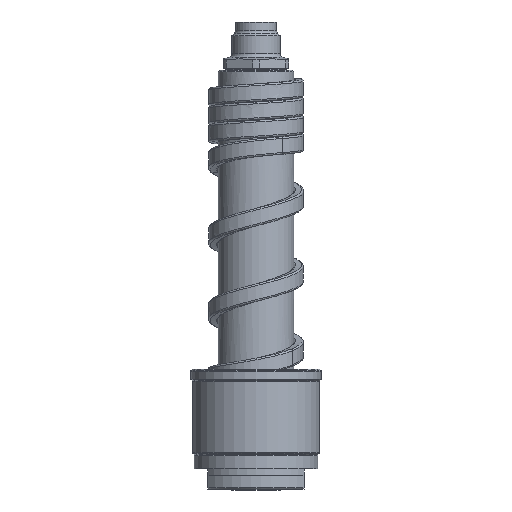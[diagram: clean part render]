
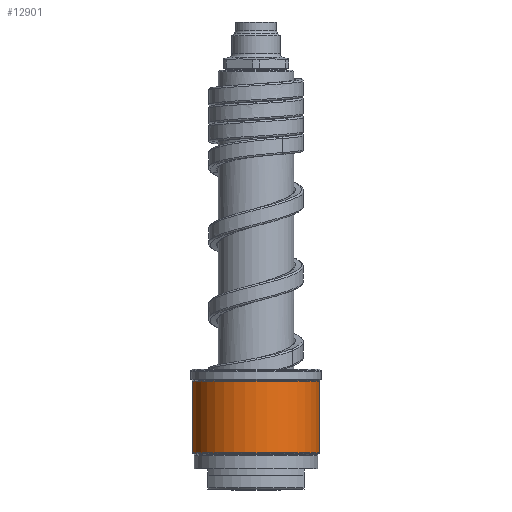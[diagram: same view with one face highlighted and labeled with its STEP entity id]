
A CAD part, front view. The second image highlights one B-rep face of the part: STEP entity #12901.
In plain terms, the highlighted cylindrical face has radius 18.5 mm (diameter 37 mm), a partial arc.
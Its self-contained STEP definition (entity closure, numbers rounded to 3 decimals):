
#4213=CARTESIAN_POINT('',(0.,0.,10.583));
#4214=DIRECTION('',(0.,0.,1.));
#4215=DIRECTION('',(-1.,0.,0.));
#4216=AXIS2_PLACEMENT_3D('',#4213,#4214,#4215);
#4218=DIRECTION('',(0.,0.,-1.));
#4219=VECTOR('',#4218,20.834);
#4220=CARTESIAN_POINT('',(-18.5,0.,31.417));
#4221=LINE('',#4220,#4219);
#4222=CARTESIAN_POINT('',(0.,0.,31.417));
#4223=DIRECTION('',(0.,0.,1.));
#4224=DIRECTION('',(-1.,0.,0.));
#4225=AXIS2_PLACEMENT_3D('',#4222,#4223,#4224);
#4227=DIRECTION('',(0.,0.,-1.));
#4228=VECTOR('',#4227,20.834);
#4229=CARTESIAN_POINT('',(18.5,0.,31.417));
#4230=LINE('',#4229,#4228);
#6985=CARTESIAN_POINT('',(18.5,0.,31.417));
#6986=CARTESIAN_POINT('',(-18.5,0.,31.417));
#6987=VERTEX_POINT('',#6985);
#6988=VERTEX_POINT('',#6986);
#7011=CARTESIAN_POINT('',(18.5,0.,10.583));
#7012=VERTEX_POINT('',#7011);
#7013=CARTESIAN_POINT('',(-18.5,0.,10.583));
#7014=VERTEX_POINT('',#7013);
#12889=CARTESIAN_POINT('',(0.,0.,8.75));
#12890=DIRECTION('',(0.,0.,1.));
#12891=DIRECTION('',(-1.,0.,0.));
#12892=AXIS2_PLACEMENT_3D('',#12889,#12890,#12891);
#12893=CYLINDRICAL_SURFACE('',#12892,18.5);
#12894=ORIENTED_EDGE('',*,*,#10884,.F.);
#12895=ORIENTED_EDGE('',*,*,#10865,.F.);
#12897=ORIENTED_EDGE('',*,*,#12896,.T.);
#12898=ORIENTED_EDGE('',*,*,#10861,.T.);
#12899=EDGE_LOOP('',(#12894,#12895,#12897,#12898));
#12900=FACE_OUTER_BOUND('',#12899,.F.);
#4217=CIRCLE('',#4216,18.5);
#4226=CIRCLE('',#4225,18.5);
#10861=EDGE_CURVE('',#6987,#7012,#4230,.T.);
#10865=EDGE_CURVE('',#6988,#7014,#4221,.T.);
#10884=EDGE_CURVE('',#7014,#7012,#4217,.T.);
#12896=EDGE_CURVE('',#6988,#6987,#4226,.T.);
#12901=ADVANCED_FACE('',(#12900),#12893,.T.);
